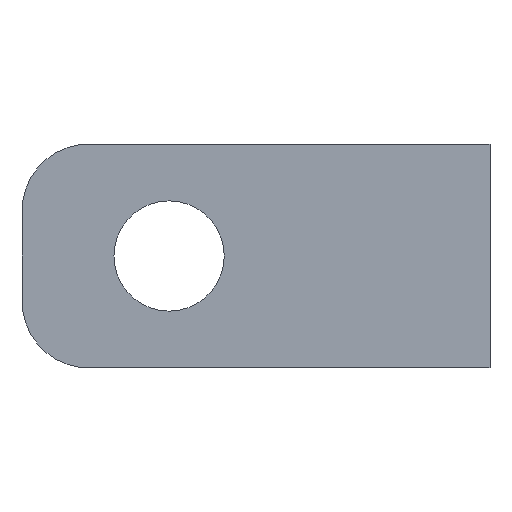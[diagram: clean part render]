
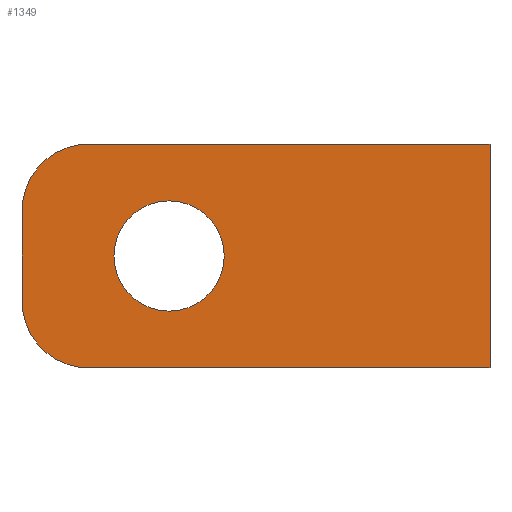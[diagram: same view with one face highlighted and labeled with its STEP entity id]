
A CAD part, front view. The second image highlights one B-rep face of the part: STEP entity #1349.
In plain terms, the highlighted planar face has unit normal (0, -1, 0).
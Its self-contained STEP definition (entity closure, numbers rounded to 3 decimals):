
#45 = DIRECTION ( 'NONE',  ( 1., 0., 0. ) ) ;
#81 = CIRCLE ( 'NONE', #1457, 2. ) ;
#106 = EDGE_CURVE ( 'NONE', #2041, #1938, #1101, .T. ) ;
#163 = CIRCLE ( 'NONE', #1394, 1.65 ) ;
#165 = ORIENTED_EDGE ( 'NONE', *, *, #106, .F. ) ;
#174 = DIRECTION ( 'NONE',  ( 0., 1., 0. ) ) ;
#181 = ORIENTED_EDGE ( 'NONE', *, *, #952, .F. ) ;
#213 = CARTESIAN_POINT ( 'NONE',  ( 0., 0., -3.35 ) ) ;
#220 = DIRECTION ( 'NONE',  ( 0., 0., 1. ) ) ;
#223 = CARTESIAN_POINT ( 'NONE',  ( -14., 0., 1.35 ) ) ;
#243 = EDGE_CURVE ( 'NONE', #1903, #1877, #2084, .T. ) ;
#298 = EDGE_CURVE ( 'NONE', #2173, #1877, #444, .T. ) ;
#315 = EDGE_CURVE ( 'NONE', #481, #1903, #81, .T. ) ;
#347 = LINE ( 'NONE', #1187, #1345 ) ;
#410 = DIRECTION ( 'NONE',  ( 0., 0., -1. ) ) ;
#423 = CARTESIAN_POINT ( 'NONE',  ( -9.6, 0., 0. ) ) ;
#444 = LINE ( 'NONE', #1273, #1980 ) ;
#473 = EDGE_CURVE ( 'NONE', #1938, #2041, #163, .T. ) ;
#480 = CARTESIAN_POINT ( 'NONE',  ( -12., 0., -3.35 ) ) ;
#481 = VERTEX_POINT ( 'NONE', #857 ) ;
#581 = ORIENTED_EDGE ( 'NONE', *, *, #243, .T. ) ;
#584 = EDGE_CURVE ( 'NONE', #2011, #481, #1750, .T. ) ;
#661 = EDGE_LOOP ( 'NONE', ( #1494, #1809, #581, #1694, #181, #1156 ) ) ;
#745 = CIRCLE ( 'NONE', #1302, 2. ) ;
#798 = EDGE_LOOP ( 'NONE', ( #165, #1180 ) ) ;
#812 = DIRECTION ( 'NONE',  ( 0., 0., 1. ) ) ;
#828 = DIRECTION ( 'NONE',  ( 0., -1., 0. ) ) ;
#857 = CARTESIAN_POINT ( 'NONE',  ( -14., 0., -1.35 ) ) ;
#899 = CARTESIAN_POINT ( 'NONE',  ( -12., 0., 1.35 ) ) ;
#934 = CARTESIAN_POINT ( 'NONE',  ( -12., 0., -1.35 ) ) ;
#952 = EDGE_CURVE ( 'NONE', #1069, #2173, #347, .T. ) ;
#988 = PLANE ( 'NONE',  #1990 ) ;
#990 = VECTOR ( 'NONE', #410, 1000. ) ;
#1021 = EDGE_CURVE ( 'NONE', #1069, #2011, #745, .T. ) ;
#1057 = CARTESIAN_POINT ( 'NONE',  ( -9.6, 0., -1.65 ) ) ;
#1069 = VERTEX_POINT ( 'NONE', #1221 ) ;
#1089 = DIRECTION ( 'NONE',  ( 0., 0., -1. ) ) ;
#1101 = CIRCLE ( 'NONE', #1908, 1.65 ) ;
#1125 = CARTESIAN_POINT ( 'NONE',  ( -9.6, 0., 1.65 ) ) ;
#1137 = FACE_OUTER_BOUND ( 'NONE', #661, .T. ) ;
#1156 = ORIENTED_EDGE ( 'NONE', *, *, #1021, .T. ) ;
#1180 = ORIENTED_EDGE ( 'NONE', *, *, #473, .F. ) ;
#1187 = CARTESIAN_POINT ( 'NONE',  ( 0., 0., 3.35 ) ) ;
#1221 = CARTESIAN_POINT ( 'NONE',  ( -12., 0., 3.35 ) ) ;
#1262 = DIRECTION ( 'NONE',  ( 0., 0., 1. ) ) ;
#1273 = CARTESIAN_POINT ( 'NONE',  ( 0., 0., 3.35 ) ) ;
#1302 = AXIS2_PLACEMENT_3D ( 'NONE', #899, #1542, #220 ) ;
#1345 = VECTOR ( 'NONE', #2155, 1000. ) ;
#1349 = ADVANCED_FACE ( 'NONE', ( #1137, #1852 ), #988, .F. ) ;
#1394 = AXIS2_PLACEMENT_3D ( 'NONE', #1701, #828, #2157 ) ;
#1457 = AXIS2_PLACEMENT_3D ( 'NONE', #934, #1611, #1262 ) ;
#1494 = ORIENTED_EDGE ( 'NONE', *, *, #584, .T. ) ;
#1542 = DIRECTION ( 'NONE',  ( 0., -1., 0. ) ) ;
#1566 = VECTOR ( 'NONE', #45, 1000. ) ;
#1611 = DIRECTION ( 'NONE',  ( 0., -1., 0. ) ) ;
#1642 = CARTESIAN_POINT ( 'NONE',  ( 0., 0., 3.35 ) ) ;
#1694 = ORIENTED_EDGE ( 'NONE', *, *, #298, .F. ) ;
#1701 = CARTESIAN_POINT ( 'NONE',  ( -9.6, 0., 0. ) ) ;
#1712 = CARTESIAN_POINT ( 'NONE',  ( 0., 0., -3.35 ) ) ;
#1750 = LINE ( 'NONE', #2051, #990 ) ;
#1809 = ORIENTED_EDGE ( 'NONE', *, *, #315, .T. ) ;
#1831 = CARTESIAN_POINT ( 'NONE',  ( 0., 0., 3.35 ) ) ;
#1852 = FACE_BOUND ( 'NONE', #798, .T. ) ;
#1877 = VERTEX_POINT ( 'NONE', #1712 ) ;
#1903 = VERTEX_POINT ( 'NONE', #480 ) ;
#1908 = AXIS2_PLACEMENT_3D ( 'NONE', #423, #2066, #1089 ) ;
#1938 = VERTEX_POINT ( 'NONE', #1125 ) ;
#1980 = VECTOR ( 'NONE', #2113, 1000. ) ;
#1990 = AXIS2_PLACEMENT_3D ( 'NONE', #1831, #174, #812 ) ;
#2011 = VERTEX_POINT ( 'NONE', #223 ) ;
#2041 = VERTEX_POINT ( 'NONE', #1057 ) ;
#2051 = CARTESIAN_POINT ( 'NONE',  ( -14., 0., 3.35 ) ) ;
#2066 = DIRECTION ( 'NONE',  ( 0., -1., 0. ) ) ;
#2084 = LINE ( 'NONE', #213, #1566 ) ;
#2113 = DIRECTION ( 'NONE',  ( 0., 0., -1. ) ) ;
#2155 = DIRECTION ( 'NONE',  ( 1., 0., 0. ) ) ;
#2157 = DIRECTION ( 'NONE',  ( 0., 0., -1. ) ) ;
#2173 = VERTEX_POINT ( 'NONE', #1642 ) ;
